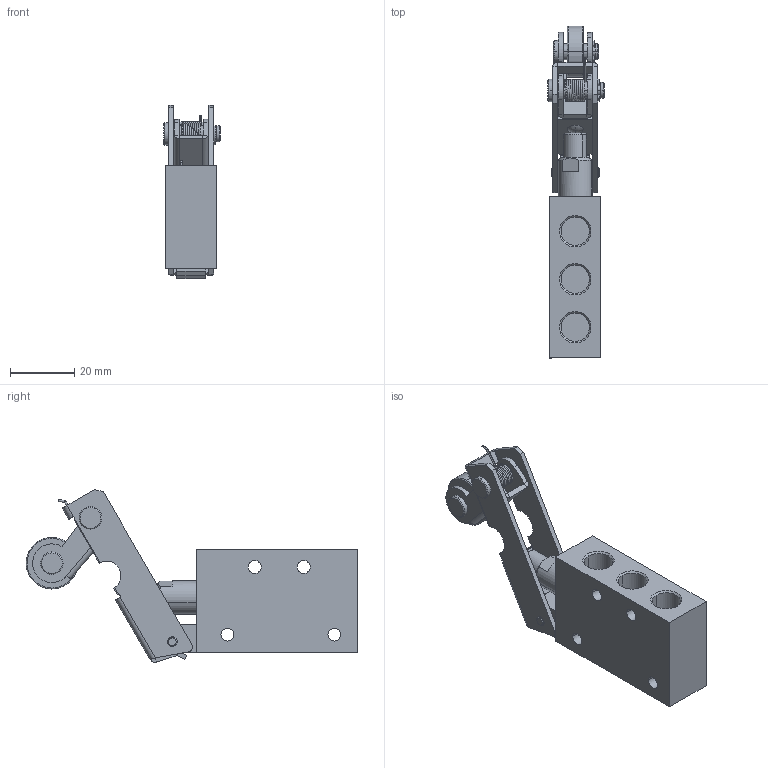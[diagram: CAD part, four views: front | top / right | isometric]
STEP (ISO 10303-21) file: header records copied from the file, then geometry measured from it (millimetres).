
FILE_DESCRIPTION (( 'STEP AP214' ), '1' );
FILE_NAME ('05_221_4.STEP', '2016-06-22T05:59:28', ( '' ), ( '' ), 'SwSTEP 2.0', 'SolidWorks 2016', '' );
FILE_SCHEMA (( 'AUTOMOTIVE_DESIGN' ));
Length unit declared in the file: millimetre
Products named in the file (1): 05_221_4
Bounding box: 17.5 x 103 x 53.72 mm (x, y, z)
Volume: 30907.2 mm3; surface area: 17353.8 mm2
Topology: 15 solids, 15 shells, 520 faces, 1283 edges, 774 vertices
Faces by surface type: cylinder 187, plane 162, cone 88, bspline 75, torus 6, sphere 2
Full cylindrical faces by diameter (mm): 0.6 x1
Entity records: 22597 total; most frequent: CARTESIAN_POINT 8370, DIRECTION 2680, ORIENTED_EDGE 2484, EDGE_CURVE 1242, AXIS2_PLACEMENT_3D 1064, VERTEX_POINT 774, CIRCLE 618, EDGE_LOOP 568
